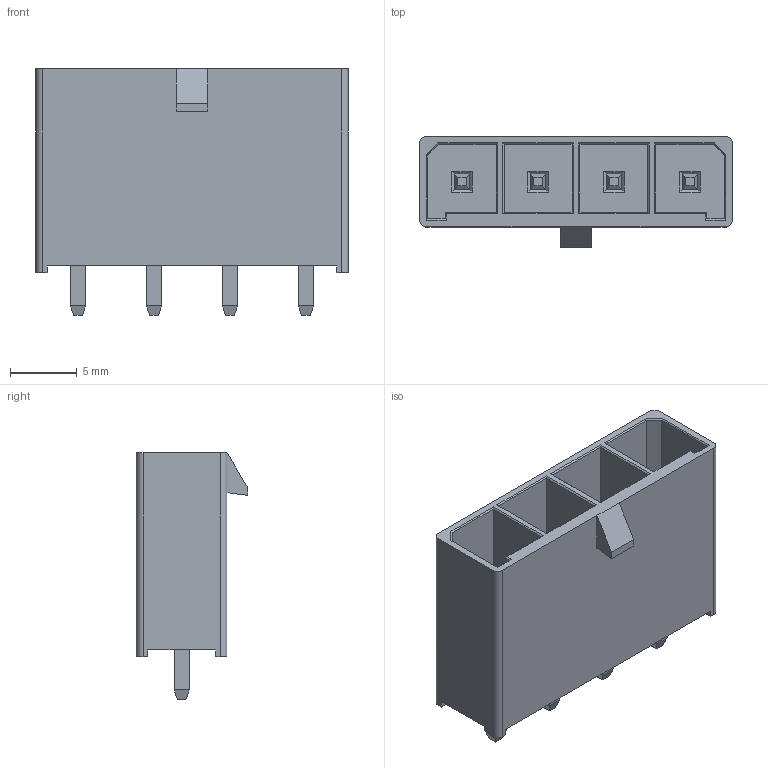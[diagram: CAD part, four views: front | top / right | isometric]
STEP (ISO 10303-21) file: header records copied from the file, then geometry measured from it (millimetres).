
FILE_DESCRIPTION(/* description */ ('Unknown'),/* implementation_level */ '2;1');
FILE_NAME(/* name */ 'J_Wurth_WR-MPC5_657004130201',/* time_stamp */ '2025-07-10T09:58:14+08:00',/* author */ ('Unknown'),/* organization */ ('Unknown'),/* preprocessor_version */ 'ST-DEVELOPER v19.4',/* originating_system */ 'Solid Edge',/* authorisation */ 'Unknown');
FILE_SCHEMA (('AUTOMOTIVE_DESIGN {1 0 10303 214 3 1 1}'));
Length unit declared in the file: millimetre
Products named in the file (2): J_Wurth_WR-MPC5_657004130201
Assembly tree (1 placements, depth 2):
  J_Wurth_WR-MPC5_657004130201
    J_Wurth_WR-MPC5_657004130201
Bounding box: 23.45 x 8.35 x 18.5 mm (x, y, z)
Volume: 1119.5 mm3; surface area: 2601.5 mm2
Topology: 1 solids, 1 shells, 245 faces, 575 edges, 350 vertices
Faces by surface type: plane 225, cylinder 20
Entity records: 8527 total; most frequent: CARTESIAN_POINT 1172, ORIENTED_EDGE 1150, DIRECTION 1109, EDGE_CURVE 575, LINE 535, VECTOR 535, VERTEX_POINT 350, AXIS2_PLACEMENT_3D 287
